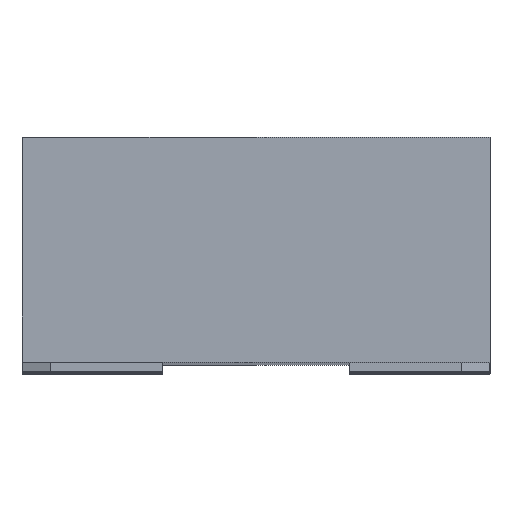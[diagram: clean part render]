
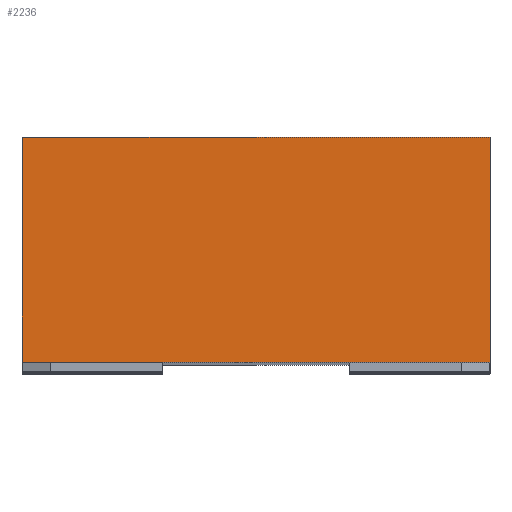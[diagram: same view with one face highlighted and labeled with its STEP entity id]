
A CAD part, top view. The second image highlights one B-rep face of the part: STEP entity #2236.
In plain terms, the highlighted planar face has unit normal (0, 0, 1).
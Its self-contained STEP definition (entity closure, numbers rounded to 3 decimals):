
#86 = EDGE_CURVE ( 'NONE', #1680, #972, #2349, .T. ) ;
#95 = CARTESIAN_POINT ( 'NONE',  ( 0.5, 0.5, 1.9 ) ) ;
#215 = ORIENTED_EDGE ( 'NONE', *, *, #226, .T. ) ;
#226 = EDGE_CURVE ( 'NONE', #1680, #383, #1202, .T. ) ;
#248 = DIRECTION ( 'NONE',  ( 0., 0., -1. ) ) ;
#383 = VERTEX_POINT ( 'NONE', #684 ) ;
#415 = VECTOR ( 'NONE', #2309, 1000. ) ;
#549 = DIRECTION ( 'NONE',  ( 1., 0., 0. ) ) ;
#642 = ORIENTED_EDGE ( 'NONE', *, *, #2056, .T. ) ;
#651 = CARTESIAN_POINT ( 'NONE',  ( 0.5, 0.02, 1.9 ) ) ;
#666 = CARTESIAN_POINT ( 'NONE',  ( 0.5, 0.5, 1.9 ) ) ;
#684 = CARTESIAN_POINT ( 'NONE',  ( -0.5, 0.02, 1.9 ) ) ;
#698 = DIRECTION ( 'NONE',  ( 1., 0., 0. ) ) ;
#813 = DIRECTION ( 'NONE',  ( 0., -1., 0. ) ) ;
#817 = EDGE_LOOP ( 'NONE', ( #642, #1617, #1538, #215 ) ) ;
#931 = CARTESIAN_POINT ( 'NONE',  ( -0.5, 0.5, 1.9 ) ) ;
#947 = VERTEX_POINT ( 'NONE', #651 ) ;
#972 = VERTEX_POINT ( 'NONE', #666 ) ;
#1164 = CARTESIAN_POINT ( 'NONE',  ( -0.5, 0.5, 1.9 ) ) ;
#1202 = LINE ( 'NONE', #1537, #1245 ) ;
#1245 = VECTOR ( 'NONE', #813, 1000. ) ;
#1289 = DIRECTION ( 'NONE',  ( -1., 0., 0. ) ) ;
#1411 = AXIS2_PLACEMENT_3D ( 'NONE', #1164, #248, #1289 ) ;
#1499 = PLANE ( 'NONE',  #1411 ) ;
#1537 = CARTESIAN_POINT ( 'NONE',  ( -0.5, 0.5, 1.9 ) ) ;
#1538 = ORIENTED_EDGE ( 'NONE', *, *, #86, .F. ) ;
#1566 = LINE ( 'NONE', #95, #415 ) ;
#1617 = ORIENTED_EDGE ( 'NONE', *, *, #1946, .F. ) ;
#1623 = VECTOR ( 'NONE', #698, 1000. ) ;
#1639 = CARTESIAN_POINT ( 'NONE',  ( -0.5, 0.02, 1.9 ) ) ;
#1680 = VERTEX_POINT ( 'NONE', #931 ) ;
#1856 = FACE_OUTER_BOUND ( 'NONE', #817, .T. ) ;
#1946 = EDGE_CURVE ( 'NONE', #972, #947, #1566, .T. ) ;
#2056 = EDGE_CURVE ( 'NONE', #383, #947, #2198, .T. ) ;
#2166 = CARTESIAN_POINT ( 'NONE',  ( -0.5, 0.5, 1.9 ) ) ;
#2178 = VECTOR ( 'NONE', #549, 1000. ) ;
#2198 = LINE ( 'NONE', #1639, #2178 ) ;
#2236 = ADVANCED_FACE ( 'NONE', ( #1856 ), #1499, .F. ) ;
#2309 = DIRECTION ( 'NONE',  ( 0., -1., 0. ) ) ;
#2349 = LINE ( 'NONE', #2166, #1623 ) ;
